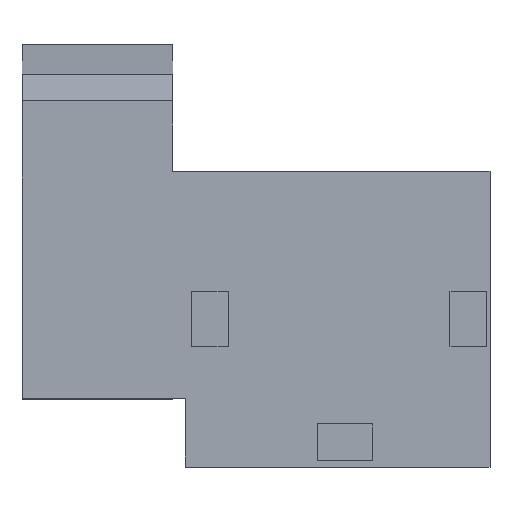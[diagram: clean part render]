
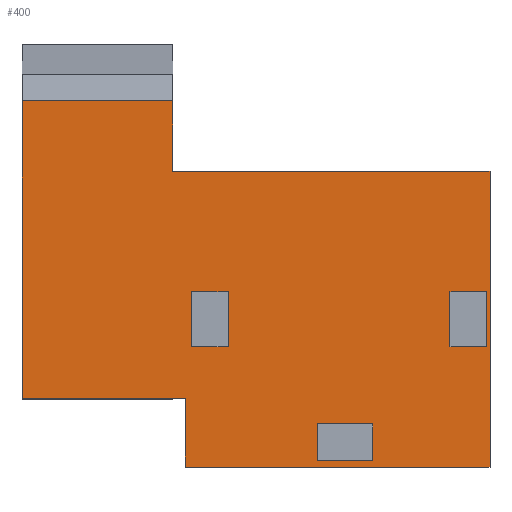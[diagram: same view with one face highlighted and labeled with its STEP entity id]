
A CAD part, top view. The second image highlights one B-rep face of the part: STEP entity #400.
In plain terms, the highlighted planar face has unit normal (0, 0, 1).
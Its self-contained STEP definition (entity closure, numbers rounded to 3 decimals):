
#157=LINE('',#2087,#289);
#158=LINE('',#2090,#290);
#159=LINE('',#2092,#291);
#160=LINE('',#2094,#292);
#161=LINE('',#2095,#293);
#162=LINE('',#2098,#294);
#163=LINE('',#2100,#295);
#164=LINE('',#2102,#296);
#165=LINE('',#2104,#297);
#166=LINE('',#2106,#298);
#167=LINE('',#2108,#299);
#168=LINE('',#2110,#300);
#169=LINE('',#2111,#301);
#170=LINE('',#2114,#302);
#171=LINE('',#2116,#303);
#172=LINE('',#2118,#304);
#173=LINE('',#2119,#305);
#174=LINE('',#2122,#306);
#175=LINE('',#2124,#307);
#176=LINE('',#2126,#308);
#289=VECTOR('',#1605,1.);
#290=VECTOR('',#1606,1.);
#291=VECTOR('',#1607,1.);
#292=VECTOR('',#1608,1.);
#293=VECTOR('',#1609,1.);
#294=VECTOR('',#1610,1.);
#295=VECTOR('',#1611,1.);
#296=VECTOR('',#1612,1.);
#297=VECTOR('',#1613,1.);
#298=VECTOR('',#1614,1.);
#299=VECTOR('',#1615,1.);
#300=VECTOR('',#1616,1.);
#301=VECTOR('',#1617,1.);
#302=VECTOR('',#1618,1.);
#303=VECTOR('',#1619,1.);
#304=VECTOR('',#1620,1.);
#305=VECTOR('',#1621,1.);
#306=VECTOR('',#1622,1.);
#307=VECTOR('',#1623,1.);
#308=VECTOR('',#1624,1.);
#400=ADVANCED_FACE('',(#525,#526,#527,#528),#458,.F.);
#458=PLANE('',#1385);
#525=FACE_BOUND('',#575,.T.);
#526=FACE_BOUND('',#576,.T.);
#527=FACE_BOUND('',#577,.T.);
#528=FACE_BOUND('',#578,.T.);
#575=EDGE_LOOP('',(#752,#753,#754,#755));
#576=EDGE_LOOP('',(#756,#757,#758,#759,#760,#761,#762,#763));
#577=EDGE_LOOP('',(#764,#765,#766,#767));
#578=EDGE_LOOP('',(#768,#769,#770,#771));
#752=ORIENTED_EDGE('',*,*,#1163,.F.);
#753=ORIENTED_EDGE('',*,*,#1164,.F.);
#754=ORIENTED_EDGE('',*,*,#1165,.F.);
#755=ORIENTED_EDGE('',*,*,#1166,.F.);
#756=ORIENTED_EDGE('',*,*,#1167,.T.);
#757=ORIENTED_EDGE('',*,*,#1168,.T.);
#758=ORIENTED_EDGE('',*,*,#1169,.T.);
#759=ORIENTED_EDGE('',*,*,#1170,.T.);
#760=ORIENTED_EDGE('',*,*,#1171,.T.);
#761=ORIENTED_EDGE('',*,*,#1172,.F.);
#762=ORIENTED_EDGE('',*,*,#1173,.F.);
#763=ORIENTED_EDGE('',*,*,#1174,.T.);
#764=ORIENTED_EDGE('',*,*,#1175,.F.);
#765=ORIENTED_EDGE('',*,*,#1176,.F.);
#766=ORIENTED_EDGE('',*,*,#1177,.F.);
#767=ORIENTED_EDGE('',*,*,#1178,.F.);
#768=ORIENTED_EDGE('',*,*,#1179,.F.);
#769=ORIENTED_EDGE('',*,*,#1180,.F.);
#770=ORIENTED_EDGE('',*,*,#1181,.F.);
#771=ORIENTED_EDGE('',*,*,#1182,.F.);
#1035=VERTEX_POINT('',#2088);
#1036=VERTEX_POINT('',#2089);
#1037=VERTEX_POINT('',#2091);
#1038=VERTEX_POINT('',#2093);
#1039=VERTEX_POINT('',#2096);
#1040=VERTEX_POINT('',#2097);
#1041=VERTEX_POINT('',#2099);
#1042=VERTEX_POINT('',#2101);
#1043=VERTEX_POINT('',#2103);
#1044=VERTEX_POINT('',#2105);
#1045=VERTEX_POINT('',#2107);
#1046=VERTEX_POINT('',#2109);
#1047=VERTEX_POINT('',#2112);
#1048=VERTEX_POINT('',#2113);
#1049=VERTEX_POINT('',#2115);
#1050=VERTEX_POINT('',#2117);
#1051=VERTEX_POINT('',#2120);
#1052=VERTEX_POINT('',#2121);
#1053=VERTEX_POINT('',#2123);
#1054=VERTEX_POINT('',#2125);
#1163=EDGE_CURVE('',#1035,#1036,#157,.T.);
#1164=EDGE_CURVE('',#1037,#1035,#158,.T.);
#1165=EDGE_CURVE('',#1038,#1037,#159,.T.);
#1166=EDGE_CURVE('',#1036,#1038,#160,.T.);
#1167=EDGE_CURVE('',#1039,#1040,#161,.T.);
#1168=EDGE_CURVE('',#1040,#1041,#162,.T.);
#1169=EDGE_CURVE('',#1041,#1042,#163,.T.);
#1170=EDGE_CURVE('',#1042,#1043,#164,.T.);
#1171=EDGE_CURVE('',#1043,#1044,#165,.T.);
#1172=EDGE_CURVE('',#1045,#1044,#166,.T.);
#1173=EDGE_CURVE('',#1046,#1045,#167,.T.);
#1174=EDGE_CURVE('',#1046,#1039,#168,.T.);
#1175=EDGE_CURVE('',#1047,#1048,#169,.T.);
#1176=EDGE_CURVE('',#1049,#1047,#170,.T.);
#1177=EDGE_CURVE('',#1050,#1049,#171,.T.);
#1178=EDGE_CURVE('',#1048,#1050,#172,.T.);
#1179=EDGE_CURVE('',#1051,#1052,#173,.T.);
#1180=EDGE_CURVE('',#1053,#1051,#174,.T.);
#1181=EDGE_CURVE('',#1054,#1053,#175,.T.);
#1182=EDGE_CURVE('',#1052,#1054,#176,.T.);
#1385=AXIS2_PLACEMENT_3D('',#2127,#1625,#1626);
#1605=DIRECTION('',(0.,-1.,0.));
#1606=DIRECTION('',(-1.,0.,0.));
#1607=DIRECTION('',(0.,1.,0.));
#1608=DIRECTION('',(1.,0.,0.));
#1609=DIRECTION('',(0.,-1.,0.));
#1610=DIRECTION('',(1.,0.,0.));
#1611=DIRECTION('',(0.,1.,0.));
#1612=DIRECTION('',(-1.,0.,0.));
#1613=DIRECTION('',(0.,1.,0.));
#1614=DIRECTION('',(1.,0.,0.));
#1615=DIRECTION('',(0.,1.,0.));
#1616=DIRECTION('',(1.,0.,0.));
#1617=DIRECTION('',(0.,-1.,0.));
#1618=DIRECTION('',(-1.,0.,0.));
#1619=DIRECTION('',(0.,1.,0.));
#1620=DIRECTION('',(1.,0.,0.));
#1621=DIRECTION('',(0.,-1.,0.));
#1622=DIRECTION('',(-1.,0.,0.));
#1623=DIRECTION('',(0.,1.,0.));
#1624=DIRECTION('',(1.,0.,0.));
#1625=DIRECTION('',(0.,0.,-1.));
#1626=DIRECTION('',(1.,0.,0.));
#2087=CARTESIAN_POINT('',(-50.,9.,0.));
#2088=CARTESIAN_POINT('',(-50.,9.,0.));
#2089=CARTESIAN_POINT('',(-50.,-9.,0.));
#2090=CARTESIAN_POINT('',(-50.,9.,0.));
#2091=CARTESIAN_POINT('',(-38.,9.,0.));
#2092=CARTESIAN_POINT('',(-38.,-9.,0.));
#2093=CARTESIAN_POINT('',(-38.,-9.,0.));
#2094=CARTESIAN_POINT('',(-50.,-9.,0.));
#2095=CARTESIAN_POINT('',(-52.,-25.8,0.));
#2096=CARTESIAN_POINT('',(-52.,-25.8,0.));
#2097=CARTESIAN_POINT('',(-52.,-48.,0.));
#2098=CARTESIAN_POINT('',(-105.,-48.,0.));
#2099=CARTESIAN_POINT('',(47.,-48.,0.));
#2100=CARTESIAN_POINT('',(47.,-48.,0.));
#2101=CARTESIAN_POINT('',(47.,48.,0.));
#2102=CARTESIAN_POINT('',(-56.,48.,0.));
#2103=CARTESIAN_POINT('',(-56.,48.,0.));
#2104=CARTESIAN_POINT('',(-56.,48.,0.));
#2105=CARTESIAN_POINT('',(-56.,70.97,0.));
#2106=CARTESIAN_POINT('',(-105.,70.97,0.));
#2107=CARTESIAN_POINT('',(-105.,70.97,0.));
#2108=CARTESIAN_POINT('',(-105.,-48.,0.));
#2109=CARTESIAN_POINT('',(-105.,-25.8,0.));
#2110=CARTESIAN_POINT('',(-52.,-25.8,0.));
#2111=CARTESIAN_POINT('',(-9.,-46.,0.));
#2112=CARTESIAN_POINT('',(-9.,-34.,0.));
#2113=CARTESIAN_POINT('',(-9.,-46.,0.));
#2114=CARTESIAN_POINT('',(9.,-34.,0.));
#2115=CARTESIAN_POINT('',(9.,-34.,0.));
#2116=CARTESIAN_POINT('',(9.,-46.,0.));
#2117=CARTESIAN_POINT('',(9.,-46.,0.));
#2118=CARTESIAN_POINT('',(-9.,-46.,0.));
#2119=CARTESIAN_POINT('',(34.,9.,0.));
#2120=CARTESIAN_POINT('',(34.,9.,0.));
#2121=CARTESIAN_POINT('',(34.,-9.,0.));
#2122=CARTESIAN_POINT('',(46.,9.,0.));
#2123=CARTESIAN_POINT('',(46.,9.,0.));
#2124=CARTESIAN_POINT('',(46.,9.,0.));
#2125=CARTESIAN_POINT('',(46.,-9.,0.));
#2126=CARTESIAN_POINT('',(34.,-9.,0.));
#2127=CARTESIAN_POINT('',(-105.,-48.,0.));
